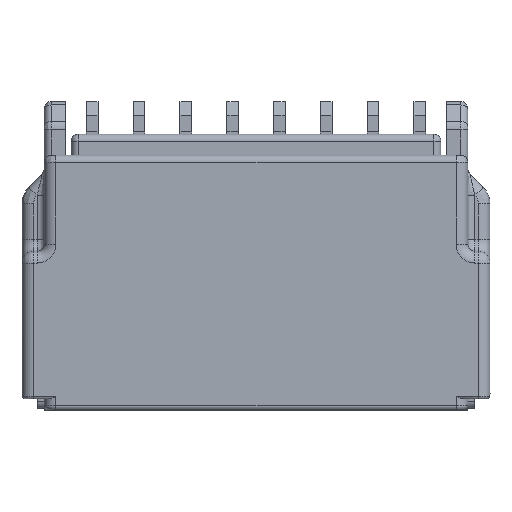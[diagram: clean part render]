
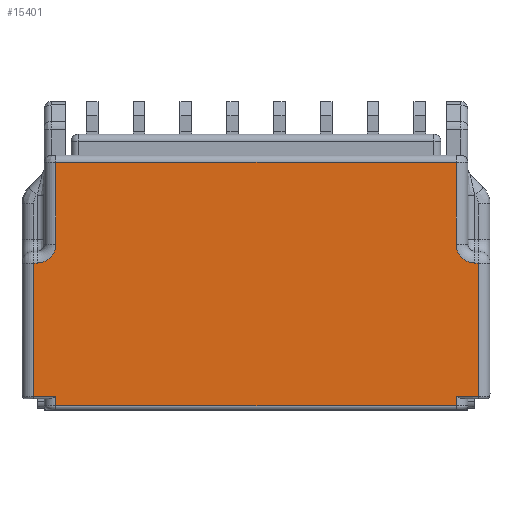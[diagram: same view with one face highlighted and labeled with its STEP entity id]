
A CAD part, front view. The second image highlights one B-rep face of the part: STEP entity #15401.
In plain terms, the highlighted planar face has unit normal (0, -1, 0).
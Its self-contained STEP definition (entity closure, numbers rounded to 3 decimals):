
#83=DIRECTION('',(1.,0.,0.));
#84=VECTOR('',#83,17.1);
#85=CARTESIAN_POINT('',(-8.55,-3.55,0.5));
#86=LINE('',#85,#84);
#116=CARTESIAN_POINT('',(-8.55,-3.55,0.9));
#118=DIRECTION('',(0.,0.,-1.));
#119=VECTOR('',#118,0.4);
#120=CARTESIAN_POINT('',(-8.55,-3.55,0.9));
#121=LINE('',#120,#119);
#2040=DIRECTION('',(0.,0.,1.));
#2041=VECTOR('',#2040,0.4);
#2042=CARTESIAN_POINT('',(8.55,-3.55,0.5));
#2043=LINE('',#2042,#2041);
#2060=CARTESIAN_POINT('',(-9.35,-3.55,7.4));
#2061=DIRECTION('',(0.,-1.,0.));
#2062=DIRECTION('',(0.,0.,-1.));
#2063=AXIS2_PLACEMENT_3D('',#2060,#2061,#2062);
#2065=CARTESIAN_POINT('',(9.35,-3.55,7.4));
#2066=DIRECTION('',(0.,-1.,0.));
#2067=DIRECTION('',(-1.,0.,0.));
#2068=AXIS2_PLACEMENT_3D('',#2065,#2066,#2067);
#2070=DIRECTION('',(-1.,0.,0.));
#2071=VECTOR('',#2070,0.15);
#2072=CARTESIAN_POINT('',(-9.35,-3.55,6.6));
#2073=LINE('',#2072,#2071);
#3100=DIRECTION('',(1.,0.,0.));
#3101=VECTOR('',#3100,0.95);
#3102=CARTESIAN_POINT('',(-9.5,-3.55,0.9));
#3103=LINE('',#3102,#3101);
#3131=DIRECTION('',(0.,0.,-1.));
#3132=VECTOR('',#3131,5.7);
#3133=CARTESIAN_POINT('',(-9.5,-3.55,6.6));
#3134=LINE('',#3133,#3132);
#4661=DIRECTION('',(0.,0.,1.));
#4662=VECTOR('',#4661,5.7);
#4663=CARTESIAN_POINT('',(9.5,-3.55,0.9));
#4664=LINE('',#4663,#4662);
#5518=DIRECTION('',(1.,0.,0.));
#5519=VECTOR('',#5518,0.95);
#5520=CARTESIAN_POINT('',(8.55,-3.55,0.9));
#5521=LINE('',#5520,#5519);
#5556=DIRECTION('',(-1.,0.,0.));
#5557=VECTOR('',#5556,0.15);
#5558=CARTESIAN_POINT('',(9.5,-3.55,6.6));
#5559=LINE('',#5558,#5557);
#5579=DIRECTION('',(0.,0.,1.));
#5580=VECTOR('',#5579,3.5);
#5581=CARTESIAN_POINT('',(8.55,-3.55,7.4));
#5582=LINE('',#5581,#5580);
#5606=DIRECTION('',(-1.,0.,0.));
#5607=VECTOR('',#5606,17.1);
#5608=CARTESIAN_POINT('',(8.55,-3.55,10.9));
#5609=LINE('',#5608,#5607);
#5754=DIRECTION('',(0.,0.,-1.));
#5755=VECTOR('',#5754,3.5);
#5756=CARTESIAN_POINT('',(-8.55,-3.55,10.9));
#5757=LINE('',#5756,#5755);
#9978=CARTESIAN_POINT('',(-8.55,-3.55,0.5));
#9979=VERTEX_POINT('',#9978);
#9980=CARTESIAN_POINT('',(8.55,-3.55,0.5));
#9981=VERTEX_POINT('',#9980);
#9989=VERTEX_POINT('',#116);
#10158=CARTESIAN_POINT('',(-8.55,-3.55,7.4));
#10159=VERTEX_POINT('',#10158);
#10160=CARTESIAN_POINT('',(-9.35,-3.55,6.6));
#10161=VERTEX_POINT('',#10160);
#10164=CARTESIAN_POINT('',(-8.55,-3.55,10.9));
#10165=VERTEX_POINT('',#10164);
#11424=CARTESIAN_POINT('',(8.55,-3.55,10.9));
#11425=VERTEX_POINT('',#11424);
#11504=CARTESIAN_POINT('',(9.5,-3.55,6.6));
#11505=VERTEX_POINT('',#11504);
#11509=CARTESIAN_POINT('',(9.5,-3.55,0.9));
#11510=VERTEX_POINT('',#11509);
#12063=CARTESIAN_POINT('',(8.55,-3.55,0.9));
#12064=VERTEX_POINT('',#12063);
#12068=CARTESIAN_POINT('',(-9.5,-3.55,6.6));
#12069=VERTEX_POINT('',#12068);
#12070=CARTESIAN_POINT('',(8.55,-3.55,7.4));
#12071=VERTEX_POINT('',#12070);
#12072=CARTESIAN_POINT('',(9.35,-3.55,6.6));
#12073=VERTEX_POINT('',#12072);
#12074=CARTESIAN_POINT('',(-9.5,-3.55,0.9));
#12075=VERTEX_POINT('',#12074);
#15369=CARTESIAN_POINT('',(-9.05,-3.55,0.3));
#15370=DIRECTION('',(0.,1.,0.));
#15371=DIRECTION('',(1.,0.,0.));
#15372=AXIS2_PLACEMENT_3D('',#15369,#15370,#15371);
#15373=PLANE('',#15372);
#15375=ORIENTED_EDGE('',*,*,#15374,.F.);
#15377=ORIENTED_EDGE('',*,*,#15376,.T.);
#15379=ORIENTED_EDGE('',*,*,#15378,.F.);
#15381=ORIENTED_EDGE('',*,*,#15380,.F.);
#15383=ORIENTED_EDGE('',*,*,#15382,.F.);
#15385=ORIENTED_EDGE('',*,*,#15384,.T.);
#15387=ORIENTED_EDGE('',*,*,#15386,.F.);
#15389=ORIENTED_EDGE('',*,*,#15388,.F.);
#15391=ORIENTED_EDGE('',*,*,#15390,.F.);
#15392=ORIENTED_EDGE('',*,*,#15356,.F.);
#15393=ORIENTED_EDGE('',*,*,#12602,.F.);
#15394=ORIENTED_EDGE('',*,*,#12637,.F.);
#15396=ORIENTED_EDGE('',*,*,#15395,.F.);
#15398=ORIENTED_EDGE('',*,*,#15397,.F.);
#15399=EDGE_LOOP('',(#15375,#15377,#15379,#15381,#15383,#15385,#15387,#15389,
#15391,#15392,#15393,#15394,#15396,#15398));
#15400=FACE_OUTER_BOUND('',#15399,.F.);
#15401=ADVANCED_FACE('',(#15400),#15373,.F.);
#2064=CIRCLE('',#2063,0.8);
#2069=CIRCLE('',#2068,0.8);
#12602=EDGE_CURVE('',#9979,#9981,#86,.T.);
#12637=EDGE_CURVE('',#9989,#9979,#121,.T.);
#15356=EDGE_CURVE('',#9981,#12064,#2043,.T.);
#15374=EDGE_CURVE('',#10161,#12069,#2073,.T.);
#15376=EDGE_CURVE('',#10161,#10159,#2064,.T.);
#15378=EDGE_CURVE('',#10165,#10159,#5757,.T.);
#15380=EDGE_CURVE('',#11425,#10165,#5609,.T.);
#15382=EDGE_CURVE('',#12071,#11425,#5582,.T.);
#15384=EDGE_CURVE('',#12071,#12073,#2069,.T.);
#15386=EDGE_CURVE('',#11505,#12073,#5559,.T.);
#15388=EDGE_CURVE('',#11510,#11505,#4664,.T.);
#15390=EDGE_CURVE('',#12064,#11510,#5521,.T.);
#15395=EDGE_CURVE('',#12075,#9989,#3103,.T.);
#15397=EDGE_CURVE('',#12069,#12075,#3134,.T.);
